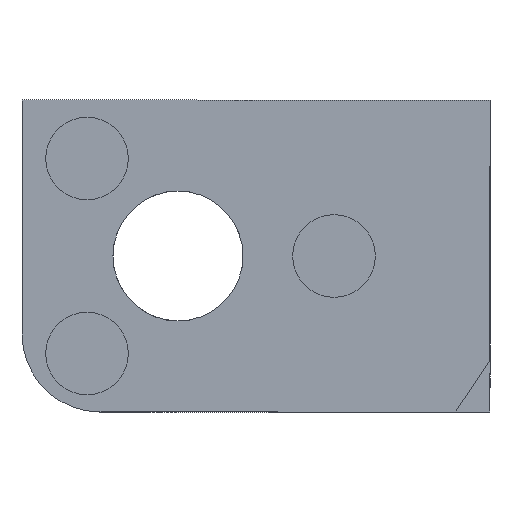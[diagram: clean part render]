
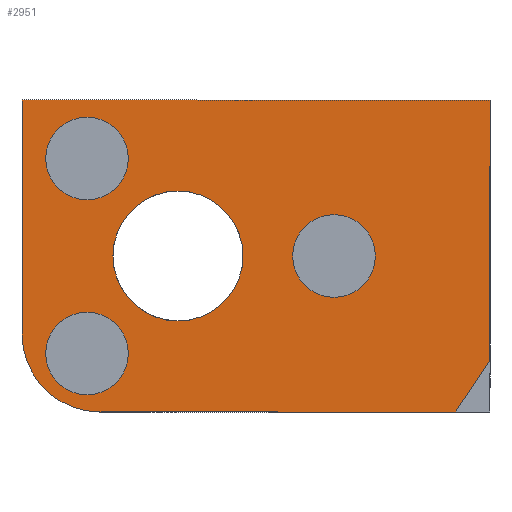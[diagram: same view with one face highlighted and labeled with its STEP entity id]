
A CAD part, front view. The second image highlights one B-rep face of the part: STEP entity #2951.
In plain terms, the highlighted planar face has unit normal (0, -1, 0).
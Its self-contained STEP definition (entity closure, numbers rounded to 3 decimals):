
#280 = ORIENTED_EDGE ( 'NONE', *, *, #484, .F. ) ;
#281 = ORIENTED_EDGE ( 'NONE', *, *, #323, .F. ) ;
#282 = ORIENTED_EDGE ( 'NONE', *, *, #438, .F. ) ;
#283 = ORIENTED_EDGE ( 'NONE', *, *, #302, .F. ) ;
#284 = ORIENTED_EDGE ( 'NONE', *, *, #486, .T. ) ;
#285 = ORIENTED_EDGE ( 'NONE', *, *, #477, .F. ) ;
#286 = ORIENTED_EDGE ( 'NONE', *, *, #488, .F. ) ;
#287 = ORIENTED_EDGE ( 'NONE', *, *, #2867, .F. ) ;
#288 = ORIENTED_EDGE ( 'NONE', *, *, #2819, .F. ) ;
#289 = ORIENTED_EDGE ( 'NONE', *, *, #2871, .F. ) ;
#290 = ORIENTED_EDGE ( 'NONE', *, *, #2820, .F. ) ;
#291 = ORIENTED_EDGE ( 'NONE', *, *, #2875, .F. ) ;
#292 = ORIENTED_EDGE ( 'NONE', *, *, #353, .F. ) ;
#302 = EDGE_CURVE ( 'NONE', #2757, #2758, #1035, .T. ) ;
#323 = EDGE_CURVE ( 'NONE', #2772, #2773, #1085, .T. ) ;
#353 = EDGE_CURVE ( 'NONE', #2742, #2741, #1114, .T. ) ;
#438 = EDGE_CURVE ( 'NONE', #2758, #2772, #1252, .T. ) ;
#477 = EDGE_CURVE ( 'NONE', #2422, #2425, #2015, .T. ) ;
#484 = EDGE_CURVE ( 'NONE', #2773, #2422, #2023, .T. ) ;
#486 = EDGE_CURVE ( 'NONE', #2757, #2425, #2025, .T. ) ;
#488 = EDGE_CURVE ( 'NONE', #2715, #2714, #2009, .T. ) ;
#532 = CARTESIAN_POINT ( 'NONE',  ( 3.838, 0., -3. ) ) ;
#537 = CARTESIAN_POINT ( 'NONE',  ( -3., 0., -3. ) ) ;
#589 = AXIS2_PLACEMENT_3D ( 'NONE', #1402, #1404, #1405 ) ;
#610 = CARTESIAN_POINT ( 'NONE',  ( 1.5, 0., 0.795 ) ) ;
#612 = CARTESIAN_POINT ( 'NONE',  ( 1.5, 0., -0.795 ) ) ;
#617 = CARTESIAN_POINT ( 'NONE',  ( -3.25, 0., 2.67 ) ) ;
#619 = CARTESIAN_POINT ( 'NONE',  ( -3.25, 0., 1.08 ) ) ;
#624 = CARTESIAN_POINT ( 'NONE',  ( -3.25, 0., -1.08 ) ) ;
#626 = CARTESIAN_POINT ( 'NONE',  ( -3.25, 0., -2.67 ) ) ;
#637 = AXIS2_PLACEMENT_3D ( 'NONE', #1766, #1767, #1769 ) ;
#639 = AXIS2_PLACEMENT_3D ( 'NONE', #2432, #2431, #2502 ) ;
#657 = CARTESIAN_POINT ( 'NONE',  ( -1.5, 0., 1.25 ) ) ;
#659 = CARTESIAN_POINT ( 'NONE',  ( -1.5, 0., -1.25 ) ) ;
#685 = CARTESIAN_POINT ( 'NONE',  ( -4.5, 0., -1.5 ) ) ;
#687 = CARTESIAN_POINT ( 'NONE',  ( -4.5, 0., 3. ) ) ;
#693 = AXIS2_PLACEMENT_3D ( 'NONE', #814, #816, #818 ) ;
#695 = AXIS2_PLACEMENT_3D ( 'NONE', #822, #824, #826 ) ;
#712 = CARTESIAN_POINT ( 'NONE',  ( 4.5, 0., 3. ) ) ;
#713 = CARTESIAN_POINT ( 'NONE',  ( 4.5, 0., -2.007 ) ) ;
#756 = AXIS2_PLACEMENT_3D ( 'NONE', #1115, #1116, #1118 ) ;
#761 = AXIS2_PLACEMENT_3D ( 'NONE', #1136, #1138, #1140 ) ;
#765 = AXIS2_PLACEMENT_3D ( 'NONE', #1159, #1161, #1162 ) ;
#785 = AXIS2_PLACEMENT_3D ( 'NONE', #1279, #1281, #1283 ) ;
#794 = ORIENTED_EDGE ( 'NONE', *, *, #2895, .F. ) ;
#814 = CARTESIAN_POINT ( 'NONE',  ( -3.25, 0., 1.875 ) ) ;
#816 = DIRECTION ( 'NONE',  ( 0., -1., 0. ) ) ;
#818 = DIRECTION ( 'NONE',  ( 0., 0., -1. ) ) ;
#822 = CARTESIAN_POINT ( 'NONE',  ( -3.25, 0., -1.875 ) ) ;
#824 = DIRECTION ( 'NONE',  ( 0., -1., 0. ) ) ;
#826 = DIRECTION ( 'NONE',  ( 0., 0., -1. ) ) ;
#1035 = LINE ( 'NONE', #2479, #1039 ) ;
#1039 = VECTOR ( 'NONE', #2480, 1000. ) ;
#1085 = LINE ( 'NONE', #2510, #1090 ) ;
#1090 = VECTOR ( 'NONE', #2508, 1000. ) ;
#1114 = CIRCLE ( 'NONE', #589, 1.25 ) ;
#1115 = CARTESIAN_POINT ( 'NONE',  ( 1.5, 0., 0. ) ) ;
#1116 = DIRECTION ( 'NONE',  ( 0., -1., 0. ) ) ;
#1118 = DIRECTION ( 'NONE',  ( 0., 0., -1. ) ) ;
#1136 = CARTESIAN_POINT ( 'NONE',  ( -3.25, 0., 1.875 ) ) ;
#1138 = DIRECTION ( 'NONE',  ( 0., -1., 0. ) ) ;
#1140 = DIRECTION ( 'NONE',  ( 0., 0., -1. ) ) ;
#1159 = CARTESIAN_POINT ( 'NONE',  ( -3.25, 0., -1.875 ) ) ;
#1161 = DIRECTION ( 'NONE',  ( 0., -1., 0. ) ) ;
#1162 = DIRECTION ( 'NONE',  ( 0., 0., -1. ) ) ;
#1252 = LINE ( 'NONE', #1654, #1258 ) ;
#1258 = VECTOR ( 'NONE', #1656, 1000. ) ;
#1279 = CARTESIAN_POINT ( 'NONE',  ( -1.5, 0., 0. ) ) ;
#1281 = DIRECTION ( 'NONE',  ( 0., -1., 0. ) ) ;
#1283 = DIRECTION ( 'NONE',  ( 0., 0., -1. ) ) ;
#1402 = CARTESIAN_POINT ( 'NONE',  ( -1.5, 0., 0. ) ) ;
#1404 = DIRECTION ( 'NONE',  ( 0., -1., 0. ) ) ;
#1405 = DIRECTION ( 'NONE',  ( 0., 0., -1. ) ) ;
#1566 = DIRECTION ( 'NONE',  ( 0., -1., 0. ) ) ;
#1574 = CARTESIAN_POINT ( 'NONE',  ( 0., 0., 0. ) ) ;
#1577 = PLANE ( 'NONE',  #1829 ) ;
#1583 = DIRECTION ( 'NONE',  ( 0., 0., -1. ) ) ;
#1654 = CARTESIAN_POINT ( 'NONE',  ( 4.5, 0., 3. ) ) ;
#1656 = DIRECTION ( 'NONE',  ( 1., 0., 0. ) ) ;
#1741 = CARTESIAN_POINT ( 'NONE',  ( 4.5, 0., -3. ) ) ;
#1743 = DIRECTION ( 'NONE',  ( -1., 0., 0. ) ) ;
#1758 = CARTESIAN_POINT ( 'NONE',  ( 4.5, 0., -2.007 ) ) ;
#1760 = DIRECTION ( 'NONE',  ( -0.555, 0., -0.832 ) ) ;
#1766 = CARTESIAN_POINT ( 'NONE',  ( -3., 0., -1.5 ) ) ;
#1767 = DIRECTION ( 'NONE',  ( 0., -1., 0. ) ) ;
#1769 = DIRECTION ( 'NONE',  ( 0., 0., -1. ) ) ;
#1829 = AXIS2_PLACEMENT_3D ( 'NONE', #1574, #1566, #1583 ) ;
#2009 = CIRCLE ( 'NONE', #639, 0.795 ) ;
#2015 = LINE ( 'NONE', #1741, #2018 ) ;
#2018 = VECTOR ( 'NONE', #1743, 1000. ) ;
#2023 = LINE ( 'NONE', #1758, #2026 ) ;
#2025 = CIRCLE ( 'NONE', #637, 1.5 ) ;
#2026 = VECTOR ( 'NONE', #1760, 1000. ) ;
#2080 = CIRCLE ( 'NONE', #693, 0.795 ) ;
#2083 = CIRCLE ( 'NONE', #695, 0.795 ) ;
#2148 = CIRCLE ( 'NONE', #756, 0.795 ) ;
#2155 = CIRCLE ( 'NONE', #761, 0.795 ) ;
#2161 = CIRCLE ( 'NONE', #765, 0.795 ) ;
#2196 = CIRCLE ( 'NONE', #785, 1.25 ) ;
#2268 = FACE_BOUND ( 'NONE', #2663, .T. ) ;
#2274 = FACE_OUTER_BOUND ( 'NONE', #2666, .T. ) ;
#2275 = FACE_BOUND ( 'NONE', #2660, .T. ) ;
#2276 = FACE_BOUND ( 'NONE', #2668, .T. ) ;
#2277 = FACE_BOUND ( 'NONE', #2665, .T. ) ;
#2422 = VERTEX_POINT ( 'NONE', #532 ) ;
#2425 = VERTEX_POINT ( 'NONE', #537 ) ;
#2431 = DIRECTION ( 'NONE',  ( 0., -1., 0. ) ) ;
#2432 = CARTESIAN_POINT ( 'NONE',  ( 1.5, 0., 0. ) ) ;
#2479 = CARTESIAN_POINT ( 'NONE',  ( -4.5, 0., -3. ) ) ;
#2480 = DIRECTION ( 'NONE',  ( 0., 0., 1. ) ) ;
#2502 = DIRECTION ( 'NONE',  ( 0., 0., -1. ) ) ;
#2508 = DIRECTION ( 'NONE',  ( 0., 0., -1. ) ) ;
#2510 = CARTESIAN_POINT ( 'NONE',  ( 4.5, 0., -3. ) ) ;
#2660 = EDGE_LOOP ( 'NONE', ( #288, #289 ) ) ;
#2663 = EDGE_LOOP ( 'NONE', ( #292, #794 ) ) ;
#2665 = EDGE_LOOP ( 'NONE', ( #286, #287 ) ) ;
#2666 = EDGE_LOOP ( 'NONE', ( #280, #281, #282, #283, #284, #285 ) ) ;
#2668 = EDGE_LOOP ( 'NONE', ( #290, #291 ) ) ;
#2714 = VERTEX_POINT ( 'NONE', #610 ) ;
#2715 = VERTEX_POINT ( 'NONE', #612 ) ;
#2718 = VERTEX_POINT ( 'NONE', #617 ) ;
#2719 = VERTEX_POINT ( 'NONE', #619 ) ;
#2722 = VERTEX_POINT ( 'NONE', #624 ) ;
#2723 = VERTEX_POINT ( 'NONE', #626 ) ;
#2741 = VERTEX_POINT ( 'NONE', #657 ) ;
#2742 = VERTEX_POINT ( 'NONE', #659 ) ;
#2757 = VERTEX_POINT ( 'NONE', #685 ) ;
#2758 = VERTEX_POINT ( 'NONE', #687 ) ;
#2772 = VERTEX_POINT ( 'NONE', #712 ) ;
#2773 = VERTEX_POINT ( 'NONE', #713 ) ;
#2819 = EDGE_CURVE ( 'NONE', #2719, #2718, #2080, .T. ) ;
#2820 = EDGE_CURVE ( 'NONE', #2723, #2722, #2083, .T. ) ;
#2867 = EDGE_CURVE ( 'NONE', #2714, #2715, #2148, .T. ) ;
#2871 = EDGE_CURVE ( 'NONE', #2718, #2719, #2155, .T. ) ;
#2875 = EDGE_CURVE ( 'NONE', #2722, #2723, #2161, .T. ) ;
#2895 = EDGE_CURVE ( 'NONE', #2741, #2742, #2196, .T. ) ;
#2951 = ADVANCED_FACE ( 'NONE', ( #2274, #2277, #2275, #2276, #2268 ), #1577, .T. ) ;
